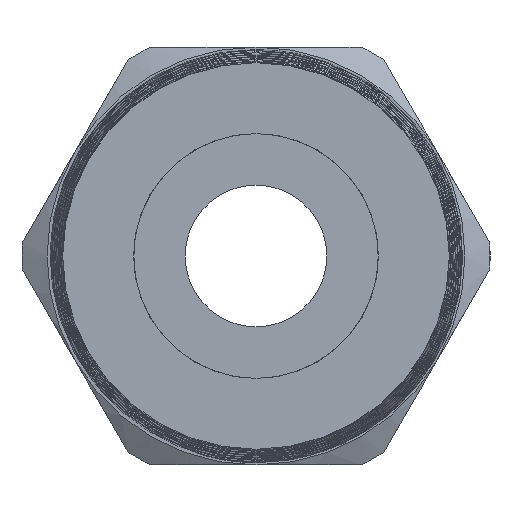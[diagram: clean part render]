
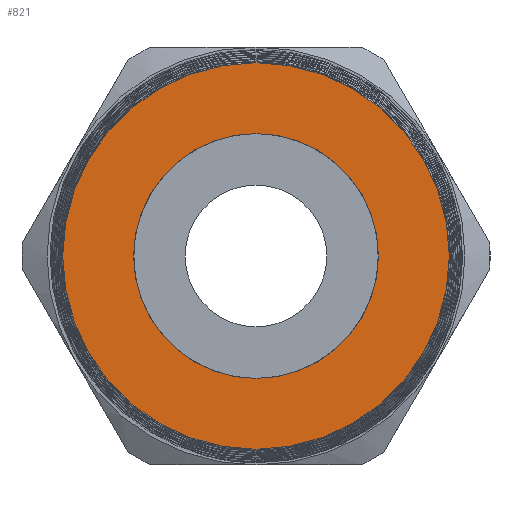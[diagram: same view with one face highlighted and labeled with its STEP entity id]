
A CAD part, left-side view. The second image highlights one B-rep face of the part: STEP entity #821.
In plain terms, the highlighted planar face has unit normal (-1, 0, 0).
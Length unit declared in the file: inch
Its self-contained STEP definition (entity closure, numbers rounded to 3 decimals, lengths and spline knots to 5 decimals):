
#765 = EDGE_CURVE ( 'NONE', #1065, #1064, #3112, .T. ) ;
#802 = ORIENTED_EDGE ( 'NONE', *, *, #1026, .T. ) ;
#803 = ORIENTED_EDGE ( 'NONE', *, *, #1067, .F. ) ;
#804 = ORIENTED_EDGE ( 'NONE', *, *, #765, .F. ) ;
#821 = ADVANCED_FACE ( 'NONE', ( #5348, #5349 ), #5384, .T. ) ;
#822 = EDGE_LOOP ( 'NONE', ( #823, #802 ) ) ;
#823 = ORIENTED_EDGE ( 'NONE', *, *, #824, .T. ) ;
#824 = EDGE_CURVE ( 'NONE', #1028, #1027, #5364, .T. ) ;
#825 = EDGE_LOOP ( 'NONE', ( #803, #804 ) ) ;
#1026 = EDGE_CURVE ( 'NONE', #1027, #1028, #7926, .T. ) ;
#1027 = VERTEX_POINT ( 'NONE', #7922 ) ;
#1028 = VERTEX_POINT ( 'NONE', #7980 ) ;
#1064 = VERTEX_POINT ( 'NONE', #8129 ) ;
#1065 = VERTEX_POINT ( 'NONE', #8174 ) ;
#1067 = EDGE_CURVE ( 'NONE', #1064, #1065, #8169, .T. ) ;
#3091 = DIRECTION ( 'NONE',  ( 0., 0., 1. ) ) ;
#3092 = DIRECTION ( 'NONE',  ( -1., 0., 0. ) ) ;
#3093 = CARTESIAN_POINT ( 'NONE',  ( -2.13, 0., 0. ) ) ;
#3094 = AXIS2_PLACEMENT_3D ( 'NONE', #3093, #3092, #3091 ) ;
#3112 = CIRCLE ( 'NONE', #3094, 0.17284 ) ;
#5348 = FACE_OUTER_BOUND ( 'NONE', #822, .T. ) ;
#5349 = FACE_BOUND ( 'NONE', #825, .T. ) ;
#5361 = DIRECTION ( 'NONE',  ( 0., 0., 1. ) ) ;
#5362 = DIRECTION ( 'NONE',  ( -1., 0., 0. ) ) ;
#5363 = AXIS2_PLACEMENT_3D ( 'NONE', #5385, #5362, #5361 ) ;
#5364 = CIRCLE ( 'NONE', #5363, 0.27284 ) ;
#5366 = DIRECTION ( 'NONE',  ( 0., 0., 1. ) ) ;
#5367 = DIRECTION ( 'NONE',  ( -1., 0., 0. ) ) ;
#5382 = CARTESIAN_POINT ( 'NONE',  ( -2.13, 0., 0. ) ) ;
#5383 = AXIS2_PLACEMENT_3D ( 'NONE', #5382, #5367, #5366 ) ;
#5384 = PLANE ( 'NONE',  #5383 ) ;
#5385 = CARTESIAN_POINT ( 'NONE',  ( -2.13, 0., 0. ) ) ;
#7922 = CARTESIAN_POINT ( 'NONE',  ( -2.13, 0., 0.27284 ) ) ;
#7923 = DIRECTION ( 'NONE',  ( 0., 0., 1. ) ) ;
#7924 = DIRECTION ( 'NONE',  ( -1., 0., 0. ) ) ;
#7925 = AXIS2_PLACEMENT_3D ( 'NONE', #7931, #7924, #7923 ) ;
#7926 = CIRCLE ( 'NONE', #7925, 0.27284 ) ;
#7931 = CARTESIAN_POINT ( 'NONE',  ( -2.13, 0., 0. ) ) ;
#7980 = CARTESIAN_POINT ( 'NONE',  ( -2.13, 0., -0.27284 ) ) ;
#8129 = CARTESIAN_POINT ( 'NONE',  ( -2.13, 0., -0.17284 ) ) ;
#8165 = DIRECTION ( 'NONE',  ( 0., 0., 1. ) ) ;
#8166 = DIRECTION ( 'NONE',  ( -1., 0., 0. ) ) ;
#8167 = CARTESIAN_POINT ( 'NONE',  ( -2.13, 0., 0. ) ) ;
#8168 = AXIS2_PLACEMENT_3D ( 'NONE', #8167, #8166, #8165 ) ;
#8169 = CIRCLE ( 'NONE', #8168, 0.17284 ) ;
#8174 = CARTESIAN_POINT ( 'NONE',  ( -2.13, 0., 0.17284 ) ) ;
